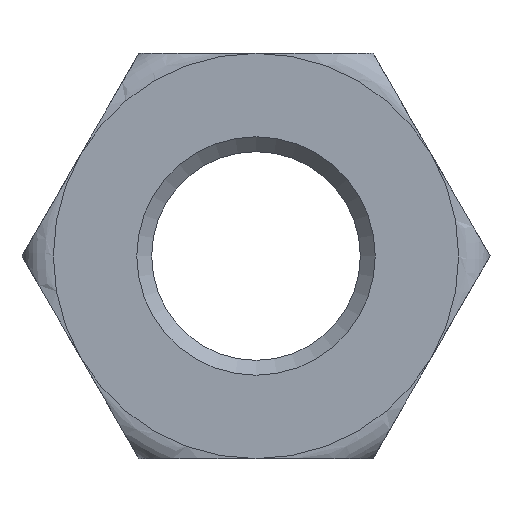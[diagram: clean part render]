
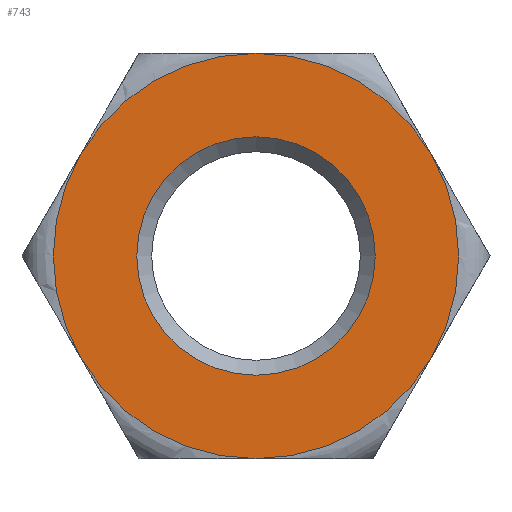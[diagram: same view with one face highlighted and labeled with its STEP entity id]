
A CAD part, front view. The second image highlights one B-rep face of the part: STEP entity #743.
In plain terms, the highlighted planar face has unit normal (0, -1, 0).
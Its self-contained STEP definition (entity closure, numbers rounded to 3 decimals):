
#1 = DIRECTION ( 'NONE',  ( 1., 0., 0. ) ) ;
#76 = AXIS2_PLACEMENT_3D ( 'NONE', #937, #711, #1 ) ;
#83 = FACE_OUTER_BOUND ( 'NONE', #310, .T. ) ;
#92 = CIRCLE ( 'NONE', #656, 5. ) ;
#144 = EDGE_CURVE ( 'NONE', #154, #740, #581, .T. ) ;
#149 = ORIENTED_EDGE ( 'NONE', *, *, #475, .F. ) ;
#154 = VERTEX_POINT ( 'NONE', #363 ) ;
#164 = VERTEX_POINT ( 'NONE', #823 ) ;
#190 = CARTESIAN_POINT ( 'NONE',  ( 0., -4., 0. ) ) ;
#195 = AXIS2_PLACEMENT_3D ( 'NONE', #634, #306, #808 ) ;
#204 = DIRECTION ( 'NONE',  ( 0., 0., 1. ) ) ;
#213 = DIRECTION ( 'NONE',  ( 1., 0., 0. ) ) ;
#248 = EDGE_CURVE ( 'NONE', #859, #382, #968, .T. ) ;
#256 = VERTEX_POINT ( 'NONE', #695 ) ;
#284 = DIRECTION ( 'NONE',  ( 0., 1., 0. ) ) ;
#288 = EDGE_CURVE ( 'NONE', #256, #154, #373, .T. ) ;
#306 = DIRECTION ( 'NONE',  ( 0., 1., 0. ) ) ;
#308 = AXIS2_PLACEMENT_3D ( 'NONE', #905, #284, #754 ) ;
#310 = EDGE_LOOP ( 'NONE', ( #965, #149, #517, #697, #942, #902 ) ) ;
#323 = EDGE_CURVE ( 'NONE', #382, #256, #580, .T. ) ;
#363 = CARTESIAN_POINT ( 'NONE',  ( -7.361, -4., 4.25 ) ) ;
#373 = CIRCLE ( 'NONE', #195, 8.5 ) ;
#375 = CARTESIAN_POINT ( 'NONE',  ( 0., -4., 5. ) ) ;
#377 = PLANE ( 'NONE',  #737 ) ;
#382 = VERTEX_POINT ( 'NONE', #910 ) ;
#387 = CARTESIAN_POINT ( 'NONE',  ( 0., -4., 0. ) ) ;
#390 = DIRECTION ( 'NONE',  ( 1., 0., 0. ) ) ;
#402 = CIRCLE ( 'NONE', #532, 8.5 ) ;
#467 = ORIENTED_EDGE ( 'NONE', *, *, #671, .T. ) ;
#475 = EDGE_CURVE ( 'NONE', #164, #859, #573, .T. ) ;
#484 = EDGE_LOOP ( 'NONE', ( #467 ) ) ;
#513 = DIRECTION ( 'NONE',  ( 0., 1., 0. ) ) ;
#517 = ORIENTED_EDGE ( 'NONE', *, *, #613, .F. ) ;
#532 = AXIS2_PLACEMENT_3D ( 'NONE', #190, #678, #731 ) ;
#539 = AXIS2_PLACEMENT_3D ( 'NONE', #387, #594, #213 ) ;
#573 = CIRCLE ( 'NONE', #776, 8.5 ) ;
#580 = CIRCLE ( 'NONE', #76, 8.5 ) ;
#581 = CIRCLE ( 'NONE', #308, 8.5 ) ;
#594 = DIRECTION ( 'NONE',  ( 0., 1., 0. ) ) ;
#598 = FACE_BOUND ( 'NONE', #484, .T. ) ;
#613 = EDGE_CURVE ( 'NONE', #740, #164, #402, .T. ) ;
#621 = CARTESIAN_POINT ( 'NONE',  ( 0., -4., 0. ) ) ;
#634 = CARTESIAN_POINT ( 'NONE',  ( 0., -4., 0. ) ) ;
#656 = AXIS2_PLACEMENT_3D ( 'NONE', #897, #513, #204 ) ;
#671 = EDGE_CURVE ( 'NONE', #773, #773, #92, .T. ) ;
#678 = DIRECTION ( 'NONE',  ( 0., 1., 0. ) ) ;
#688 = DIRECTION ( 'NONE',  ( 0., 0., 1. ) ) ;
#692 = DIRECTION ( 'NONE',  ( 0., 1., 0. ) ) ;
#695 = CARTESIAN_POINT ( 'NONE',  ( -7.361, -4., -4.25 ) ) ;
#697 = ORIENTED_EDGE ( 'NONE', *, *, #144, .F. ) ;
#711 = DIRECTION ( 'NONE',  ( 0., 1., 0. ) ) ;
#731 = DIRECTION ( 'NONE',  ( 1., 0., 0. ) ) ;
#737 = AXIS2_PLACEMENT_3D ( 'NONE', #621, #692, #688 ) ;
#740 = VERTEX_POINT ( 'NONE', #768 ) ;
#743 = ADVANCED_FACE ( 'NONE', ( #598, #83 ), #377, .F. ) ;
#754 = DIRECTION ( 'NONE',  ( -1., 0., 0. ) ) ;
#768 = CARTESIAN_POINT ( 'NONE',  ( 0., -4., 8.5 ) ) ;
#773 = VERTEX_POINT ( 'NONE', #375 ) ;
#776 = AXIS2_PLACEMENT_3D ( 'NONE', #916, #846, #390 ) ;
#808 = DIRECTION ( 'NONE',  ( 1., 0., 0. ) ) ;
#823 = CARTESIAN_POINT ( 'NONE',  ( 7.361, -4., 4.25 ) ) ;
#846 = DIRECTION ( 'NONE',  ( 0., 1., 0. ) ) ;
#859 = VERTEX_POINT ( 'NONE', #878 ) ;
#878 = CARTESIAN_POINT ( 'NONE',  ( 7.361, -4., -4.25 ) ) ;
#897 = CARTESIAN_POINT ( 'NONE',  ( 0., -4., 0. ) ) ;
#902 = ORIENTED_EDGE ( 'NONE', *, *, #323, .F. ) ;
#905 = CARTESIAN_POINT ( 'NONE',  ( 0., -4., 0. ) ) ;
#910 = CARTESIAN_POINT ( 'NONE',  ( 0., -4., -8.5 ) ) ;
#916 = CARTESIAN_POINT ( 'NONE',  ( 0., -4., 0. ) ) ;
#937 = CARTESIAN_POINT ( 'NONE',  ( 0., -4., 0. ) ) ;
#942 = ORIENTED_EDGE ( 'NONE', *, *, #288, .F. ) ;
#965 = ORIENTED_EDGE ( 'NONE', *, *, #248, .F. ) ;
#968 = CIRCLE ( 'NONE', #539, 8.5 ) ;
